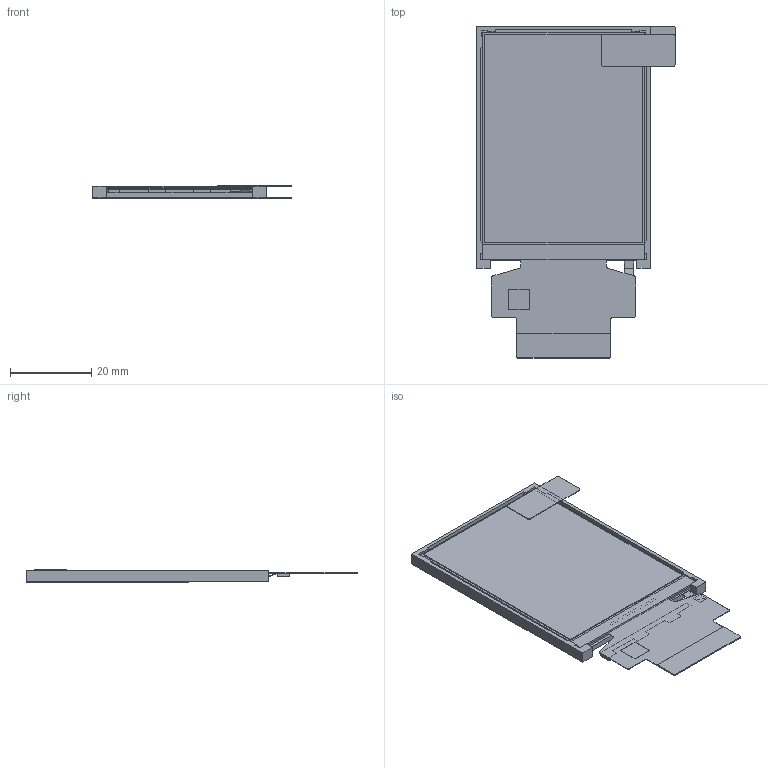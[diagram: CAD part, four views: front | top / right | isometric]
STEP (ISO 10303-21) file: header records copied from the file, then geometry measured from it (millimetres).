
FILE_DESCRIPTION((''),'2;1');
FILE_NAME('TM024HDZ64-02_ASM','2020-11-05T',('lizhi_zhang'),(''),'CREO PARAMETRIC BY PTC INC, 2014190','CREO PARAMETRIC BY PTC INC, 2014190','');
FILE_SCHEMA(('AUTOMOTIVE_DESIGN { 1 2 10303 214 0 1 1 1 }'));
Length unit declared in the file: millimetre
Products named in the file (16): FRAME; FPC; TAPE; PET1; BLU_ASM; TFT1; CF1; IC1; UP-POL; DOWN-POL; LCM-FPC1; FOG1_ASM; TAPE6; REMOVE-TAPE; JIAO; TM024HDZ64-02_ASM
Assembly tree (15 placements, depth 3):
  TM024HDZ64-02_ASM
    BLU_ASM
      FRAME
      FPC
      TAPE
      PET1
    FOG1_ASM
      TFT1
      CF1
      IC1
      UP-POL
      DOWN-POL
      LCM-FPC1
    TAPE6
    REMOVE-TAPE
    JIAO
Bounding box: 48.82 x 81.51 x 3.06 mm (x, y, z)
Volume: 6890.4 mm3; surface area: 28824.6 mm2
Topology: 15 solids, 15 shells, 185 faces, 462 edges, 308 vertices
Faces by surface type: plane 157, cylinder 28
Entity records: 8477 total; most frequent: CARTESIAN_POINT 1040, DIRECTION 970, ORIENTED_EDGE 924, PRESENTATION_STYLE_ASSIGNMENT 556, STYLED_ITEM 556, CURVE_STYLE 462, EDGE_CURVE 462, VECTOR 406
